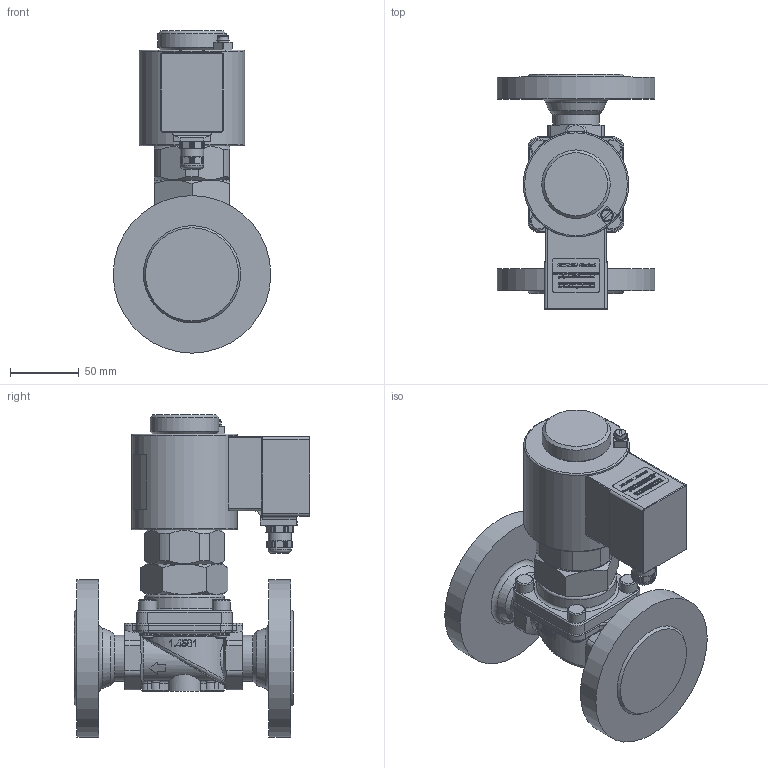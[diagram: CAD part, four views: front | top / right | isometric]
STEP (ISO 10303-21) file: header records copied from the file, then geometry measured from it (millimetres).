
FILE_DESCRIPTION(/* description */ ('3D-Modell 037.000089'),/* implementation_level */ '2;1');
FILE_NAME(/* name */ '037.000089_A3703-0804-.248.stp',/* time_stamp */ '2023-08-02T10:10:28+02:00',/* author */ ('EToews'),/* organization */ (''),/* preprocessor_version */ 'ST-DEVELOPER v16.1',/* originating_system */ 'Autodesk Inventor 2016',/* authorisation */ '');
FILE_SCHEMA (('AUTOMOTIVE_DESIGN { 1 0 10303 214 3 1 1 }'));
Products named in the file (1): 88-004102
Bounding box: 115 x 172 x 235.2 mm (x, y, z)
Volume: 1265482.4 mm3; surface area: 140383.9 mm2
Topology: 3 solids, 3 shells, 2347 faces, 6358 edges, 4187 vertices
Faces by surface type: plane 1251, bspline 790, cylinder 175, torus 67, cone 64
Full cylindrical faces by diameter (mm): 4.51 x1, 8 x4, 13 x4, 17 x2, 33.7 x2, 50 x1, 58 x1, 77 x1, 115 x2
Entity records: 82077 total; most frequent: CARTESIAN_POINT 26748, ORIENTED_EDGE 12578, DIRECTION 7943, EDGE_CURVE 6288, VERTEX_POINT 4168, LINE 3915, VECTOR 3915, EDGE_LOOP 2569
